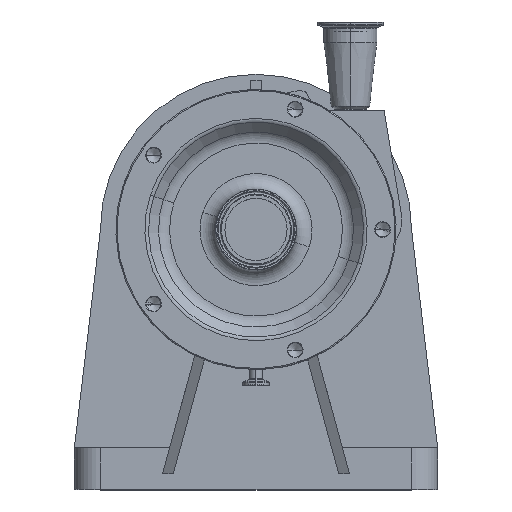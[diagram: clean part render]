
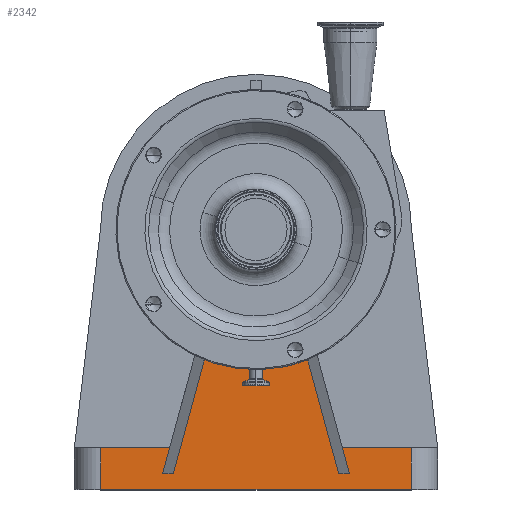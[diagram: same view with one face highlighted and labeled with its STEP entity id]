
A CAD part, top view. The second image highlights one B-rep face of the part: STEP entity #2342.
In plain terms, the highlighted planar face has unit normal (0, 0, 1).
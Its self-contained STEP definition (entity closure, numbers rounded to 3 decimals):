
#6 = EDGE_CURVE ( 'NONE', #9059, #2018, #1046, .T. ) ;
#349 = LINE ( 'NONE', #5142, #4514 ) ;
#354 = CARTESIAN_POINT ( 'NONE',  ( -67.186, -151.072, 120. ) ) ;
#377 = VERTEX_POINT ( 'NONE', #7623 ) ;
#395 = ORIENTED_EDGE ( 'NONE', *, *, #1411, .T. ) ;
#402 = FACE_OUTER_BOUND ( 'NONE', #4850, .T. ) ;
#452 = LINE ( 'NONE', #354, #6752 ) ;
#457 = ORIENTED_EDGE ( 'NONE', *, *, #1294, .F. ) ;
#498 = CARTESIAN_POINT ( 'NONE',  ( 149.6, -210., 120. ) ) ;
#662 = EDGE_CURVE ( 'NONE', #1876, #9059, #4811, .T. ) ;
#793 = ORIENTED_EDGE ( 'NONE', *, *, #9525, .T. ) ;
#916 = DIRECTION ( 'NONE',  ( 1., 0., 0. ) ) ;
#1046 = LINE ( 'NONE', #1554, #8495 ) ;
#1072 = ORIENTED_EDGE ( 'NONE', *, *, #6629, .F. ) ;
#1085 = VERTEX_POINT ( 'NONE', #8253 ) ;
#1113 = CARTESIAN_POINT ( 'NONE',  ( -83.204, -210., 120. ) ) ;
#1294 = EDGE_CURVE ( 'NONE', #377, #6108, #9508, .T. ) ;
#1379 = CARTESIAN_POINT ( 'NONE',  ( 87.773, -226.806, 120. ) ) ;
#1388 = VECTOR ( 'NONE', #7566, 1000. ) ;
#1411 = EDGE_CURVE ( 'NONE', #7251, #6108, #452, .T. ) ;
#1472 = VECTOR ( 'NONE', #916, 1000. ) ;
#1484 = CARTESIAN_POINT ( 'NONE',  ( 83.204, -210., 120. ) ) ;
#1505 = ORIENTED_EDGE ( 'NONE', *, *, #3872, .T. ) ;
#1554 = CARTESIAN_POINT ( 'NONE',  ( -40.6, -91.387, 120. ) ) ;
#1567 = CARTESIAN_POINT ( 'NONE',  ( 0., 0., 120. ) ) ;
#1611 = VERTEX_POINT ( 'NONE', #7742 ) ;
#1700 = LINE ( 'NONE', #2392, #1899 ) ;
#1758 = CARTESIAN_POINT ( 'NONE',  ( 149.6, -210., 120. ) ) ;
#1876 = VERTEX_POINT ( 'NONE', #4620 ) ;
#1899 = VECTOR ( 'NONE', #7045, 1000. ) ;
#1910 = ORIENTED_EDGE ( 'NONE', *, *, #3255, .F. ) ;
#2018 = VERTEX_POINT ( 'NONE', #3698 ) ;
#2067 = VERTEX_POINT ( 'NONE', #5108 ) ;
#2187 = VECTOR ( 'NONE', #4856, 1000. ) ;
#2248 = CARTESIAN_POINT ( 'NONE',  ( 0., -235., 120. ) ) ;
#2342 = ADVANCED_FACE ( 'NONE', ( #402 ), #9503, .F. ) ;
#2392 = CARTESIAN_POINT ( 'NONE',  ( 149.6, -210., 120. ) ) ;
#2507 = LINE ( 'NONE', #1758, #2187 ) ;
#2520 = VECTOR ( 'NONE', #5083, 1000. ) ;
#2747 = VECTOR ( 'NONE', #9596, 1000. ) ;
#2896 = ORIENTED_EDGE ( 'NONE', *, *, #9543, .T. ) ;
#2929 = AXIS2_PLACEMENT_3D ( 'NONE', #7948, #8552, #7048 ) ;
#2959 = DIRECTION ( 'NONE',  ( -1., 0., 0. ) ) ;
#2979 = ORIENTED_EDGE ( 'NONE', *, *, #6, .T. ) ;
#3009 = CARTESIAN_POINT ( 'NONE',  ( -90., -235., 120. ) ) ;
#3048 = AXIS2_PLACEMENT_3D ( 'NONE', #1567, #8218, #2959 ) ;
#3205 = VERTEX_POINT ( 'NONE', #7414 ) ;
#3255 = EDGE_CURVE ( 'NONE', #3205, #1611, #7658, .T. ) ;
#3411 = CARTESIAN_POINT ( 'NONE',  ( -40.6, -91.387, 120. ) ) ;
#3415 = ORIENTED_EDGE ( 'NONE', *, *, #9603, .F. ) ;
#3533 = EDGE_CURVE ( 'NONE', #377, #2067, #5855, .T. ) ;
#3673 = LINE ( 'NONE', #9627, #9393 ) ;
#3698 = CARTESIAN_POINT ( 'NONE',  ( -79.637, -235., 120. ) ) ;
#3871 = CARTESIAN_POINT ( 'NONE',  ( -90., -235., 120. ) ) ;
#3872 = EDGE_CURVE ( 'NONE', #2067, #8047, #349, .T. ) ;
#4329 = DIRECTION ( 'NONE',  ( -0.262, 0.965, 0. ) ) ;
#4514 = VECTOR ( 'NONE', #9738, 1000. ) ;
#4620 = CARTESIAN_POINT ( 'NONE',  ( 40.6, -91.387, 120. ) ) ;
#4811 = CIRCLE ( 'NONE', #3048, 100. ) ;
#4850 = EDGE_LOOP ( 'NONE', ( #2979, #3415, #395, #457, #7050, #1505, #1072, #4854, #793, #1910, #2896, #8730 ) ) ;
#4854 = ORIENTED_EDGE ( 'NONE', *, *, #9008, .F. ) ;
#4856 = DIRECTION ( 'NONE',  ( 1., 0., 0. ) ) ;
#5004 = DIRECTION ( 'NONE',  ( 0.262, 0.965, 0. ) ) ;
#5083 = DIRECTION ( 'NONE',  ( 0.262, -0.965, 0. ) ) ;
#5108 = CARTESIAN_POINT ( 'NONE',  ( -149.6, -250., 120. ) ) ;
#5134 = VERTEX_POINT ( 'NONE', #1484 ) ;
#5142 = CARTESIAN_POINT ( 'NONE',  ( 149.6, -250., 120. ) ) ;
#5855 = LINE ( 'NONE', #6605, #8672 ) ;
#6108 = VERTEX_POINT ( 'NONE', #1113 ) ;
#6605 = CARTESIAN_POINT ( 'NONE',  ( -149.6, -210., 120. ) ) ;
#6629 = EDGE_CURVE ( 'NONE', #1085, #8047, #1700, .T. ) ;
#6752 = VECTOR ( 'NONE', #5004, 1000. ) ;
#7045 = DIRECTION ( 'NONE',  ( 0., -1., 0. ) ) ;
#7048 = DIRECTION ( 'NONE',  ( -1., 0., 0. ) ) ;
#7050 = ORIENTED_EDGE ( 'NONE', *, *, #3533, .T. ) ;
#7251 = VERTEX_POINT ( 'NONE', #3009 ) ;
#7414 = CARTESIAN_POINT ( 'NONE',  ( 79.637, -235., 120. ) ) ;
#7566 = DIRECTION ( 'NONE',  ( 1., 0., 0. ) ) ;
#7576 = CARTESIAN_POINT ( 'NONE',  ( 149.6, -250., 120. ) ) ;
#7623 = CARTESIAN_POINT ( 'NONE',  ( -149.6, -210., 120. ) ) ;
#7658 = LINE ( 'NONE', #2248, #1472 ) ;
#7742 = CARTESIAN_POINT ( 'NONE',  ( 90., -235., 120. ) ) ;
#7948 = CARTESIAN_POINT ( 'NONE',  ( 149.6, -210., 120. ) ) ;
#8047 = VERTEX_POINT ( 'NONE', #7576 ) ;
#8103 = DIRECTION ( 'NONE',  ( 0., -1., 0. ) ) ;
#8218 = DIRECTION ( 'NONE',  ( 0., 0., -1. ) ) ;
#8253 = CARTESIAN_POINT ( 'NONE',  ( 149.6, -210., 120. ) ) ;
#8316 = LINE ( 'NONE', #3871, #1388 ) ;
#8495 = VECTOR ( 'NONE', #9443, 1000. ) ;
#8552 = DIRECTION ( 'NONE',  ( 0., 0., -1. ) ) ;
#8672 = VECTOR ( 'NONE', #8103, 1000. ) ;
#8730 = ORIENTED_EDGE ( 'NONE', *, *, #662, .T. ) ;
#9008 = EDGE_CURVE ( 'NONE', #5134, #1085, #2507, .T. ) ;
#9023 = LINE ( 'NONE', #1379, #2520 ) ;
#9059 = VERTEX_POINT ( 'NONE', #3411 ) ;
#9393 = VECTOR ( 'NONE', #4329, 1000. ) ;
#9443 = DIRECTION ( 'NONE',  ( -0.262, -0.965, 0. ) ) ;
#9503 = PLANE ( 'NONE',  #2929 ) ;
#9508 = LINE ( 'NONE', #498, #2747 ) ;
#9525 = EDGE_CURVE ( 'NONE', #5134, #1611, #9023, .T. ) ;
#9543 = EDGE_CURVE ( 'NONE', #3205, #1876, #3673, .T. ) ;
#9596 = DIRECTION ( 'NONE',  ( 1., 0., 0. ) ) ;
#9603 = EDGE_CURVE ( 'NONE', #7251, #2018, #8316, .T. ) ;
#9627 = CARTESIAN_POINT ( 'NONE',  ( 80.35, -237.623, 120. ) ) ;
#9738 = DIRECTION ( 'NONE',  ( 1., 0., 0. ) ) ;
